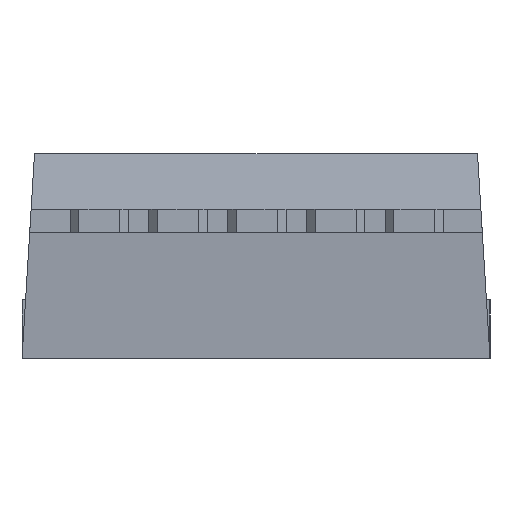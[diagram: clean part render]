
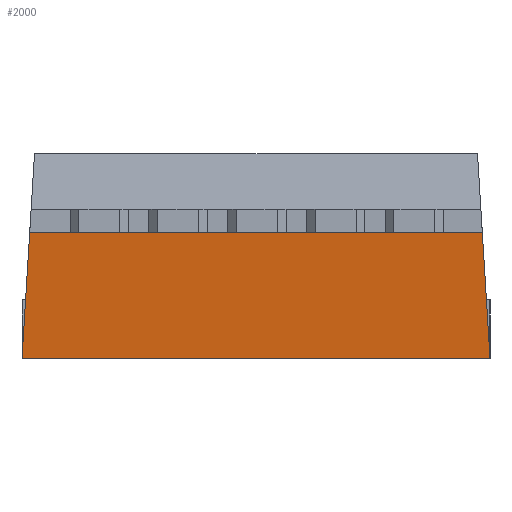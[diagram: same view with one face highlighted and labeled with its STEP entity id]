
A CAD part, front view. The second image highlights one B-rep face of the part: STEP entity #2000.
In plain terms, the highlighted planar face has unit normal (0, -0.996, -0.087).
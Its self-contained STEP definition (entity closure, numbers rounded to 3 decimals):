
#52 = DIRECTION ( 'NONE',  ( -1., 0., 0. ) ) ;
#67 = DIRECTION ( 'NONE',  ( -1., 0., 0. ) ) ;
#133 = LINE ( 'NONE', #941, #536 ) ;
#160 = PLANE ( 'NONE',  #451 ) ;
#206 = VERTEX_POINT ( 'NONE', #315 ) ;
#306 = EDGE_CURVE ( 'NONE', #1945, #1845, #1835, .T. ) ;
#315 = CARTESIAN_POINT ( 'NONE',  ( -5.08, 6.589, -2.985 ) ) ;
#338 = FACE_OUTER_BOUND ( 'NONE', #1795, .T. ) ;
#451 = AXIS2_PLACEMENT_3D ( 'NONE', #2534, #1546, #1536 ) ;
#474 = CARTESIAN_POINT ( 'NONE',  ( 5.08, 6.589, -2.985 ) ) ;
#499 = ORIENTED_EDGE ( 'NONE', *, *, #1676, .F. ) ;
#536 = VECTOR ( 'NONE', #1556, 1000. ) ;
#594 = EDGE_CURVE ( 'NONE', #849, #206, #1433, .T. ) ;
#770 = CARTESIAN_POINT ( 'NONE',  ( 4.913, 6.35, -0.25 ) ) ;
#829 = CARTESIAN_POINT ( 'NONE',  ( -4.913, 6.35, -0.25 ) ) ;
#849 = VERTEX_POINT ( 'NONE', #2017 ) ;
#941 = CARTESIAN_POINT ( 'NONE',  ( 5.08, 6.589, -2.985 ) ) ;
#1107 = CARTESIAN_POINT ( 'NONE',  ( 5.08, 6.35, -0.25 ) ) ;
#1195 = ORIENTED_EDGE ( 'NONE', *, *, #1554, .F. ) ;
#1433 = LINE ( 'NONE', #474, #2143 ) ;
#1536 = DIRECTION ( 'NONE',  ( 0., -0.087, 0.996 ) ) ;
#1546 = DIRECTION ( 'NONE',  ( 0., 0.996, 0.087 ) ) ;
#1554 = EDGE_CURVE ( 'NONE', #1945, #849, #133, .T. ) ;
#1556 = DIRECTION ( 'NONE',  ( 0.061, 0.087, -0.994 ) ) ;
#1676 = EDGE_CURVE ( 'NONE', #206, #1845, #1963, .T. ) ;
#1793 = ORIENTED_EDGE ( 'NONE', *, *, #306, .T. ) ;
#1795 = EDGE_LOOP ( 'NONE', ( #499, #2555, #1195, #1793 ) ) ;
#1835 = LINE ( 'NONE', #1107, #1867 ) ;
#1845 = VERTEX_POINT ( 'NONE', #829 ) ;
#1862 = VECTOR ( 'NONE', #1978, 1000. ) ;
#1867 = VECTOR ( 'NONE', #67, 1000. ) ;
#1940 = CARTESIAN_POINT ( 'NONE',  ( -5.042, 6.536, -2.371 ) ) ;
#1945 = VERTEX_POINT ( 'NONE', #770 ) ;
#1963 = LINE ( 'NONE', #1940, #1862 ) ;
#1978 = DIRECTION ( 'NONE',  ( 0.061, -0.087, 0.994 ) ) ;
#2000 = ADVANCED_FACE ( 'NONE', ( #338 ), #160, .F. ) ;
#2017 = CARTESIAN_POINT ( 'NONE',  ( 5.08, 6.589, -2.985 ) ) ;
#2143 = VECTOR ( 'NONE', #52, 1000. ) ;
#2534 = CARTESIAN_POINT ( 'NONE',  ( 5.08, 6.589, -2.985 ) ) ;
#2555 = ORIENTED_EDGE ( 'NONE', *, *, #594, .F. ) ;
